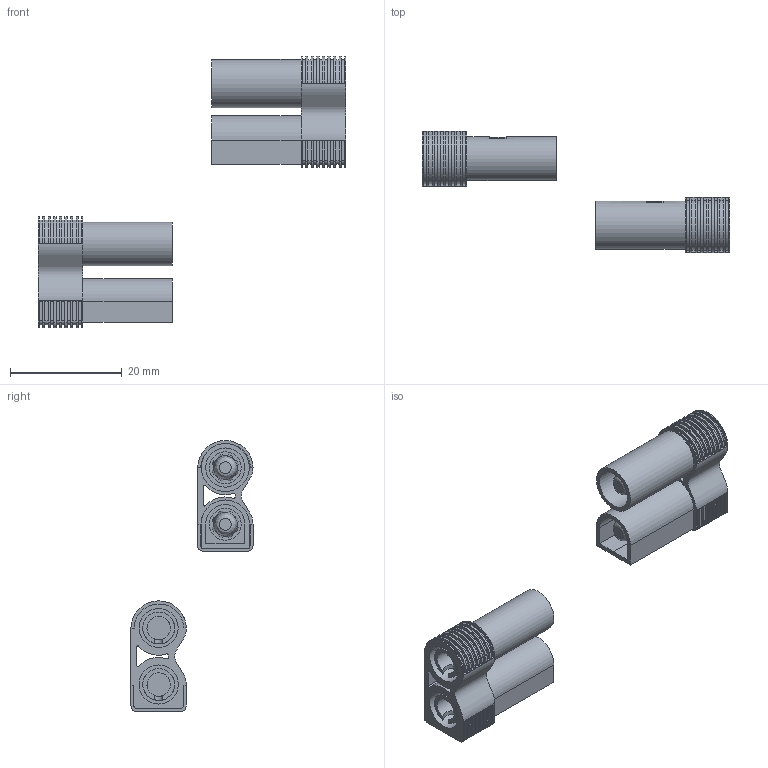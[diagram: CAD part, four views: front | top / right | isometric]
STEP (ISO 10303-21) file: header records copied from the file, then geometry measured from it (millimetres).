
FILE_DESCRIPTION(/* description */ (''),/* implementation_level */ '2;1');
FILE_NAME(/* name */ '9bf27b2e-ac52-47d8-a75e-b773bacf722d.stp',/* time_stamp */ '2018-01-21T18:16:40+03:00',/* author */ (''),/* organization */ (''),/* preprocessor_version */ 'ST-DEVELOPER v16.13',/* originating_system */ 'Autodesk Translation Framework v6.5.0.72',/* authorisation */ '');
FILE_SCHEMA (('AUTOMOTIVE_DESIGN { 1 0 10303 214 3 1 1 }'));
Length unit declared in the file: millimetre
Products named in the file (23): EC5 connector; Connector Socket v1; Socket; Socket_1; 5mm Bullit Socket; Component6; Component7; BaseF; Component8; Component9; Connector Plug v1; Connector Assembly; Plug; 5mm Bullit Plug; Pin; Component20; Spring; Component21; Base M; Component18; Component22; Component19; Component23
Assembly tree (23 placements, depth 7):
  EC5 connector
    Connector Socket v1
      Socket
        5mm Bullit Socket
          Component6
          Component7
    Socket_1
      5mm Bullit Socket
        Component6
        Component7
    BaseF
    Component8
    Component9
    Connector Plug v1
      Connector Assembly
        Plug
          5mm Bullit Plug
            Pin
              Component20
            Spring
              Component21
    Base M
    Component18
      Component22
    Component19
      Component23
Bounding box: 55.02 x 21.83 x 48.49 mm (x, y, z)
Volume: 3863.9 mm3; surface area: 10414.8 mm2
Topology: 10 solids, 10 shells, 730 faces, 2006 edges, 1348 vertices
Faces by surface type: plane 404, bspline 210, cylinder 112, cone 4
Full cylindrical faces by diameter (mm): 3 x2, 4.2 x12, 4.56 x2, 5.04 x4, 5.25 x6, 5.7 x12, 6.2 x1, 7 x5, 7.8 x1, 8.6 x1
Entity records: 26447 total; most frequent: CARTESIAN_POINT 8854, ORIENTED_EDGE 3884, DIRECTION 3048, EDGE_CURVE 1942, VERTEX_POINT 1304, LINE 1228, VECTOR 1228, AXIS2_PLACEMENT_3D 910
